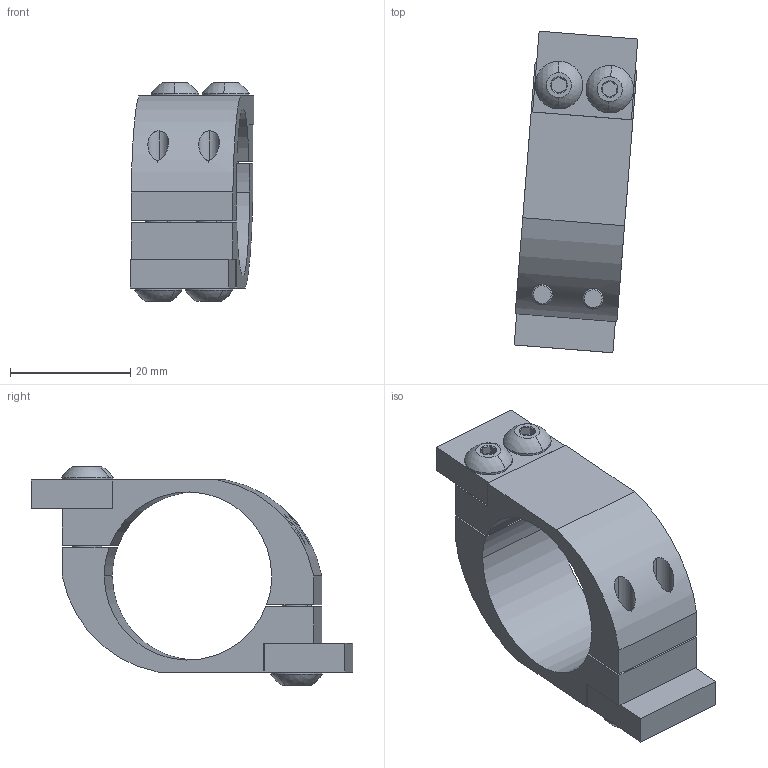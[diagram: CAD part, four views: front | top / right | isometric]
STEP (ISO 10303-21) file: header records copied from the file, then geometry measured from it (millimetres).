
FILE_DESCRIPTION (( 'STEP AP214' ), '1' );
FILE_NAME ('Clamping Drum Assembly.STEP', '2021-01-07T20:24:30', ( 'Kurtis' ), ( '' ), 'SwSTEP 2.0', 'SolidWorks 2015', '' );
FILE_SCHEMA (( 'AUTOMOTIVE_DESIGN' ));
Length unit declared in the file: millimetre
Products named in the file (4): Clamping Drum Assembly; V-Spin Clamp Half R2; BHSCS 8-32x0.75in - 91255A197_ALLOY STEEL BUTTON-HEAD SOCKET CAP SCREW_91255A197; V-Spin Tooth R2
Assembly tree (8 placements, depth 2):
  Clamping Drum Assembly
    BHSCS 8-32x0.75in - 91255A197_ALLOY STEEL BUTTON-HEAD SOCKET CAP SCREW_91255A197  x4
    V-Spin Tooth R2  x2
    V-Spin Clamp Half R2  x2
Bounding box: 20.59 x 53.54 x 36.42 mm (x, y, z)
Volume: 10699 mm3; surface area: 9046.5 mm2
Topology: 8 solids, 8 shells, 160 faces, 352 edges, 216 vertices
Faces by surface type: plane 70, cylinder 46, cone 36, sphere 8
Entity records: 1901 total; most frequent: CARTESIAN_POINT 420, DIRECTION 297, ORIENTED_EDGE 254, EDGE_CURVE 127, AXIS2_PLACEMENT_3D 115, VERTEX_POINT 80, EDGE_LOOP 69, LINE 67
